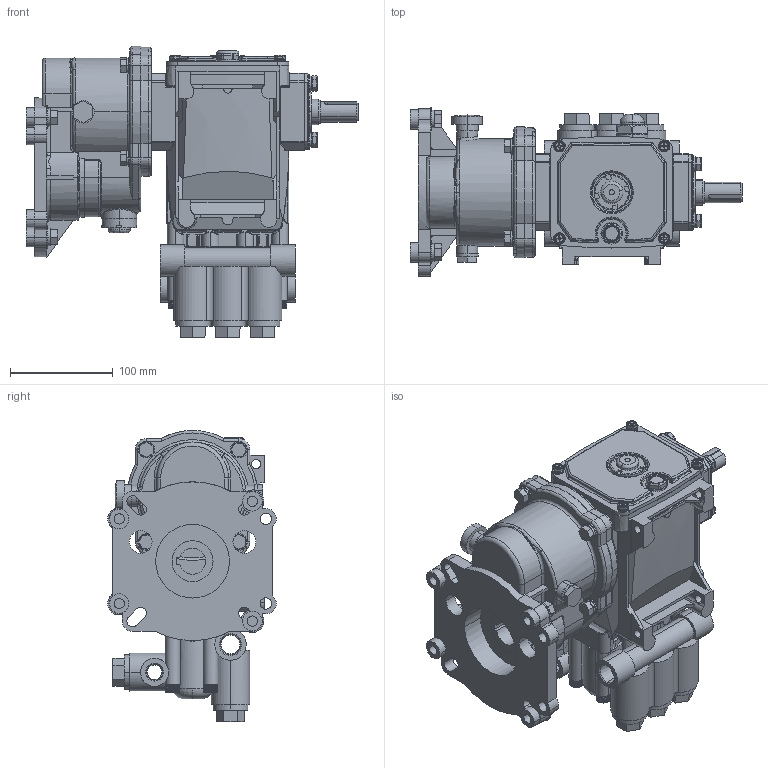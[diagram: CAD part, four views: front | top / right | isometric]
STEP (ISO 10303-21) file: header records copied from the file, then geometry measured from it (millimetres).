
FILE_DESCRIPTION (( 'STEP AP203' ), '1' );
FILE_NAME ('5CP6190G1.STEP', '2015-01-27T15:27:52', ( 'IT' ), ( 'Microsoft' ), 'SwSTEP 2.0', 'SolidWorks 2015', '' );
FILE_SCHEMA (( 'CONFIG_CONTROL_DESIGN' ));
Products named in the file (1): 5CP6190G1
Bounding box: 323.67 x 164.13 x 284.01 mm (x, y, z)
Surface area: 358789.8 mm2 (no closed solid volume)
Topology: 0 solids, 17 shells, 1944 faces, 9522 edges, 6882 vertices
Faces by surface type: plane 860, cylinder 730, torus 174, bspline 113, cone 58, sphere 9
Entity records: 107759 total; most frequent: CARTESIAN_POINT 37491, ORIENTED_EDGE 14534, DIRECTION 13409, EDGE_CURVE 9506, VERTEX_POINT 6882, AXIS2_PLACEMENT_3D 4698, VECTOR 4013, LINE 4013
